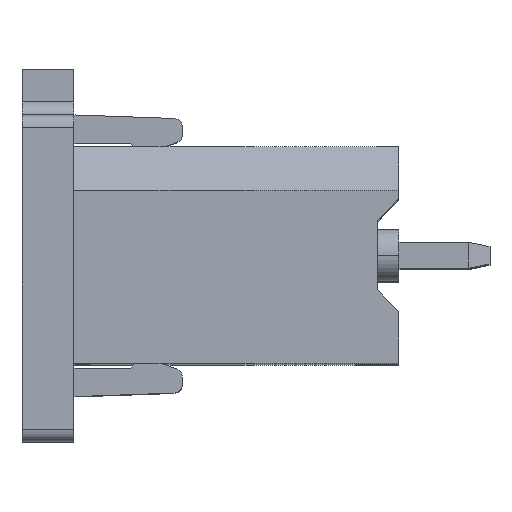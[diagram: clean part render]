
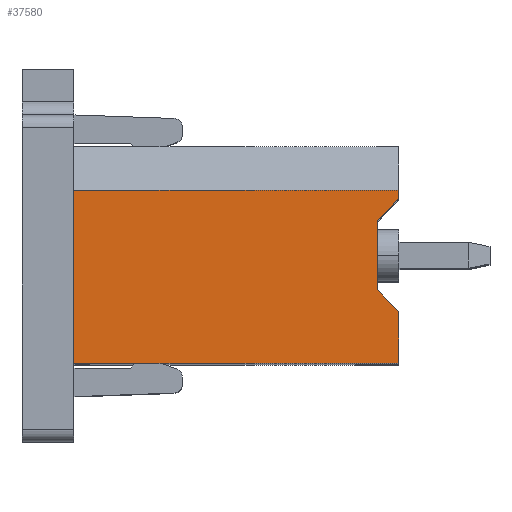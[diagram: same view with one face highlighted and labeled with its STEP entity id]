
A CAD part, top view. The second image highlights one B-rep face of the part: STEP entity #37580.
In plain terms, the highlighted planar face has unit normal (0, 0, 1).
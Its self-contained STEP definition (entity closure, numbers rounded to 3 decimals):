
#670=CARTESIAN_POINT('',(3.961,-15.522,6.15));
#680=VERTEX_POINT('',#670);
#710=CARTESIAN_POINT('',(3.961,-12.493,6.15));
#720=DIRECTION('',(0.,1.,0.));
#730=VECTOR('',#720,1.);
#740=LINE('',#710,#730);
#750=CARTESIAN_POINT('',(3.961,-13.922,6.15));
#760=VERTEX_POINT('',#750);
#770=EDGE_CURVE('',#680,#760,#740,.T.);
#1550=CARTESIAN_POINT('',(-3.039,-13.222,6.15));
#1560=VERTEX_POINT('',#1550);
#1590=CARTESIAN_POINT('',(-3.039,-13.422,6.15));
#1600=DIRECTION('',(0.,-1.,0.));
#1610=VECTOR('',#1600,1.);
#1620=LINE('',#1590,#1610);
#1630=CARTESIAN_POINT('',(-3.039,-17.222,6.15));
#1640=VERTEX_POINT('',#1630);
#1650=EDGE_CURVE('',#1560,#1640,#1620,.T.);
#2180=CARTESIAN_POINT('',(4.461,-13.422,6.15));
#2190=VERTEX_POINT('',#2180);
#2290=CARTESIAN_POINT('',(-3.039,-20.922,6.15));
#2300=DIRECTION('',(-0.707,-0.707,0.));
#2310=VECTOR('',#2300,1.);
#2320=LINE('',#2290,#2310);
#2330=EDGE_CURVE('',#2190,#760,#2320,.T.);
#8850=CARTESIAN_POINT('',(4.461,-16.022,6.15));
#8860=VERTEX_POINT('',#8850);
#8910=CARTESIAN_POINT('',(-3.039,-8.522,6.15));
#8920=DIRECTION('',(0.707,-0.707,0.));
#8930=VECTOR('',#8920,1.);
#8940=LINE('',#8910,#8930);
#8950=EDGE_CURVE('',#680,#8860,#8940,.T.);
#12430=CARTESIAN_POINT('',(-3.039,-17.222,6.15));
#12440=DIRECTION('',(1.,0.,0.));
#12450=VECTOR('',#12440,1.);
#12460=LINE('',#12430,#12450);
#12470=CARTESIAN_POINT('',(4.461,-17.222,6.15));
#12480=VERTEX_POINT('',#12470);
#12490=EDGE_CURVE('',#1640,#12480,#12460,.T.);
#12800=CARTESIAN_POINT('',(4.461,-12.493,6.15));
#12810=DIRECTION('',(0.,1.,0.));
#12820=VECTOR('',#12810,1.);
#12830=LINE('',#12800,#12820);
#12840=EDGE_CURVE('',#12480,#8860,#12830,.T.);
#23400=CARTESIAN_POINT('',(4.461,-13.222,6.15));
#23410=VERTEX_POINT('',#23400);
#23440=CARTESIAN_POINT('',(-3.039,-13.222,6.15));
#23450=DIRECTION('',(1.,0.,0.));
#23460=VECTOR('',#23450,1.);
#23470=LINE('',#23440,#23460);
#23480=EDGE_CURVE('',#1560,#23410,#23470,.T.);
#37380=CARTESIAN_POINT('',(-3.039,-17.222,6.15));
#37390=DIRECTION('',(0.,-0.,1.));
#37400=DIRECTION('',(0.,1.,0.));
#37410=AXIS2_PLACEMENT_3D('',#37380,#37390,#37400);
#37420=PLANE('',#37410);
#37430=CARTESIAN_POINT('',(4.461,-12.493,6.15));
#37440=DIRECTION('',(0.,1.,0.));
#37450=VECTOR('',#37440,1.);
#37460=LINE('',#37430,#37450);
#37470=EDGE_CURVE('',#2190,#23410,#37460,.T.);
#37480=ORIENTED_EDGE('',*,*,#37470,.T.);
#37490=ORIENTED_EDGE('',*,*,#2330,.F.);
#37500=ORIENTED_EDGE('',*,*,#770,.T.);
#37510=ORIENTED_EDGE('',*,*,#8950,.F.);
#37520=ORIENTED_EDGE('',*,*,#12840,.T.);
#37530=ORIENTED_EDGE('',*,*,#12490,.T.);
#37540=ORIENTED_EDGE('',*,*,#1650,.T.);
#37550=ORIENTED_EDGE('',*,*,#23480,.F.);
#37560=EDGE_LOOP('',(#37550,#37540,#37530,#37520,#37510,#37500,#37490,
#37480));
#37570=FACE_OUTER_BOUND('',#37560,.T.);
#37580=ADVANCED_FACE('',(#37570),#37420,.T.);
